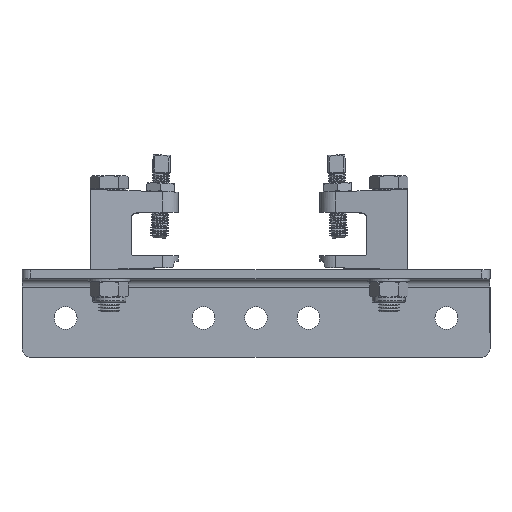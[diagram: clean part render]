
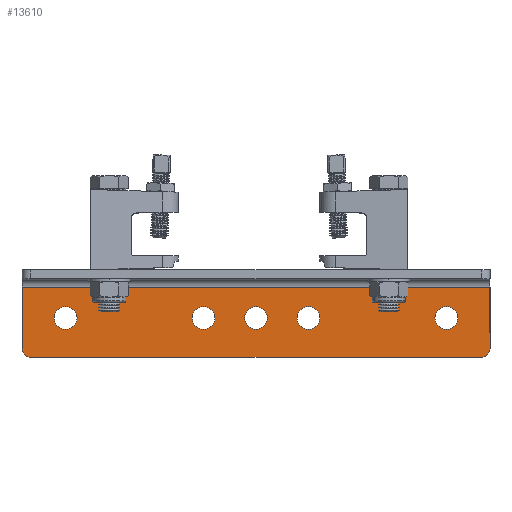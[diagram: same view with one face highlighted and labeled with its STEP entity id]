
A CAD part, top view. The second image highlights one B-rep face of the part: STEP entity #13610.
In plain terms, the highlighted planar face has unit normal (0, 0, 1).
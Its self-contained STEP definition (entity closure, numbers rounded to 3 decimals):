
#449 = VERTEX_POINT ( 'NONE', #3988 ) ;
#472 = VERTEX_POINT ( 'NONE', #11471 ) ;
#547 = VERTEX_POINT ( 'NONE', #674 ) ;
#619 = DIRECTION ( 'NONE',  ( 1., 0., 0. ) ) ;
#674 = CARTESIAN_POINT ( 'NONE',  ( 129., 50., 5. ) ) ;
#799 = CIRCLE ( 'NONE', #7801, 6.5 ) ;
#814 = EDGE_CURVE ( 'NONE', #8766, #11300, #3443, .T. ) ;
#827 = DIRECTION ( 'NONE',  ( 1., 0., 0. ) ) ;
#1017 = DIRECTION ( 'NONE',  ( 0., 0., 1. ) ) ;
#1053 = FACE_OUTER_BOUND ( 'NONE', #5816, .T. ) ;
#1257 = EDGE_CURVE ( 'NONE', #10489, #14666, #4556, .T. ) ;
#1401 = DIRECTION ( 'NONE',  ( 1., 0., 0. ) ) ;
#1406 = AXIS2_PLACEMENT_3D ( 'NONE', #9053, #6639, #4171 ) ;
#1432 = FACE_BOUND ( 'NONE', #2228, .T. ) ;
#1437 = VERTEX_POINT ( 'NONE', #9448 ) ;
#1534 = VERTEX_POINT ( 'NONE', #2296 ) ;
#1575 = EDGE_CURVE ( 'NONE', #1534, #11067, #14262, .T. ) ;
#1639 = ORIENTED_EDGE ( 'NONE', *, *, #8056, .F. ) ;
#1737 = AXIS2_PLACEMENT_3D ( 'NONE', #10333, #2907, #6570 ) ;
#1748 = LINE ( 'NONE', #3658, #15181 ) ;
#1839 = CARTESIAN_POINT ( 'NONE',  ( 0., 27.5, 5. ) ) ;
#1900 = LINE ( 'NONE', #5316, #14574 ) ;
#1907 = ORIENTED_EDGE ( 'NONE', *, *, #6085, .F. ) ;
#2017 = CARTESIAN_POINT ( 'NONE',  ( 134., 0., 5. ) ) ;
#2041 = ORIENTED_EDGE ( 'NONE', *, *, #7241, .F. ) ;
#2122 = CARTESIAN_POINT ( 'NONE',  ( -102.5, 27.5, 5. ) ) ;
#2228 = EDGE_LOOP ( 'NONE', ( #5161, #15188 ) ) ;
#2296 = CARTESIAN_POINT ( 'NONE',  ( -6.5, 27.5, 5. ) ) ;
#2316 = DIRECTION ( 'NONE',  ( 1., 0., 0. ) ) ;
#2376 = ORIENTED_EDGE ( 'NONE', *, *, #1575, .F. ) ;
#2778 = DIRECTION ( 'NONE',  ( 1., 0., 0. ) ) ;
#2788 = DIRECTION ( 'NONE',  ( 1., 0., 0. ) ) ;
#2806 = AXIS2_PLACEMENT_3D ( 'NONE', #10104, #7486, #1401 ) ;
#2907 = DIRECTION ( 'NONE',  ( 0., 0., 1. ) ) ;
#2931 = CARTESIAN_POINT ( 'NONE',  ( 36.5, 27.5, 5. ) ) ;
#3059 = EDGE_CURVE ( 'NONE', #472, #449, #4462, .T. ) ;
#3213 = DIRECTION ( 'NONE',  ( -1., 0., 0. ) ) ;
#3232 = ORIENTED_EDGE ( 'NONE', *, *, #9793, .T. ) ;
#3443 = CIRCLE ( 'NONE', #11868, 6.5 ) ;
#3495 = DIRECTION ( 'NONE',  ( 0., 0., 1. ) ) ;
#3642 = EDGE_LOOP ( 'NONE', ( #5135, #13095 ) ) ;
#3658 = CARTESIAN_POINT ( 'NONE',  ( 134., 0., 5. ) ) ;
#3891 = ORIENTED_EDGE ( 'NONE', *, *, #11041, .T. ) ;
#3892 = CIRCLE ( 'NONE', #15717, 6.5 ) ;
#3988 = CARTESIAN_POINT ( 'NONE',  ( -23.5, 27.5, 5. ) ) ;
#4171 = DIRECTION ( 'NONE',  ( 1., 0., 0. ) ) ;
#4226 = DIRECTION ( 'NONE',  ( -1., 0., 0. ) ) ;
#4244 = CARTESIAN_POINT ( 'NONE',  ( -134., 0., 5. ) ) ;
#4274 = DIRECTION ( 'NONE',  ( 1., 0., 0. ) ) ;
#4462 = CIRCLE ( 'NONE', #8016, 6.5 ) ;
#4556 = CIRCLE ( 'NONE', #10972, 6.5 ) ;
#4574 = ORIENTED_EDGE ( 'NONE', *, *, #3059, .F. ) ;
#4646 = CARTESIAN_POINT ( 'NONE',  ( -115.5, 27.5, 5. ) ) ;
#4655 = DIRECTION ( 'NONE',  ( 0., 1., 0. ) ) ;
#4802 = EDGE_CURVE ( 'NONE', #7827, #12723, #3892, .T. ) ;
#4848 = FACE_BOUND ( 'NONE', #7379, .T. ) ;
#4925 = AXIS2_PLACEMENT_3D ( 'NONE', #1839, #11657, #4274 ) ;
#4978 = CARTESIAN_POINT ( 'NONE',  ( 109., 27.5, 5. ) ) ;
#5030 = FACE_BOUND ( 'NONE', #13272, .T. ) ;
#5122 = CARTESIAN_POINT ( 'NONE',  ( -109., 27.5, 5. ) ) ;
#5135 = ORIENTED_EDGE ( 'NONE', *, *, #814, .F. ) ;
#5145 = VERTEX_POINT ( 'NONE', #7945 ) ;
#5161 = ORIENTED_EDGE ( 'NONE', *, *, #10258, .F. ) ;
#5316 = CARTESIAN_POINT ( 'NONE',  ( 134., 50., 5. ) ) ;
#5335 = CARTESIAN_POINT ( 'NONE',  ( 23.5, 27.5, 5. ) ) ;
#5667 = LINE ( 'NONE', #4244, #8961 ) ;
#5756 = ORIENTED_EDGE ( 'NONE', *, *, #14310, .F. ) ;
#5816 = EDGE_LOOP ( 'NONE', ( #7423, #3232, #3891, #13840, #1907, #5756 ) ) ;
#5819 = ORIENTED_EDGE ( 'NONE', *, *, #15433, .F. ) ;
#5995 = CIRCLE ( 'NONE', #7845, 5. ) ;
#6085 = EDGE_CURVE ( 'NONE', #1437, #5145, #5667, .T. ) ;
#6227 = FACE_BOUND ( 'NONE', #14191, .T. ) ;
#6570 = DIRECTION ( 'NONE',  ( 1., 0., 0. ) ) ;
#6639 = DIRECTION ( 'NONE',  ( 0., 0., 1. ) ) ;
#6691 = AXIS2_PLACEMENT_3D ( 'NONE', #5122, #10061, #2788 ) ;
#6741 = VERTEX_POINT ( 'NONE', #12855 ) ;
#6766 = DIRECTION ( 'NONE',  ( 0., 1., 0. ) ) ;
#7039 = CARTESIAN_POINT ( 'NONE',  ( 134., 45., 5. ) ) ;
#7241 = EDGE_CURVE ( 'NONE', #449, #472, #9111, .T. ) ;
#7379 = EDGE_LOOP ( 'NONE', ( #1639, #10773 ) ) ;
#7423 = ORIENTED_EDGE ( 'NONE', *, *, #9551, .T. ) ;
#7486 = DIRECTION ( 'NONE',  ( 0., 0., 1. ) ) ;
#7736 = DIRECTION ( 'NONE',  ( 0., 0., 1. ) ) ;
#7801 = AXIS2_PLACEMENT_3D ( 'NONE', #12697, #11640, #12853 ) ;
#7827 = VERTEX_POINT ( 'NONE', #4646 ) ;
#7845 = AXIS2_PLACEMENT_3D ( 'NONE', #11378, #7736, #619 ) ;
#7945 = CARTESIAN_POINT ( 'NONE',  ( -134., 45., 5. ) ) ;
#7946 = CIRCLE ( 'NONE', #2806, 6.5 ) ;
#8016 = AXIS2_PLACEMENT_3D ( 'NONE', #12123, #8550, #11019 ) ;
#8056 = EDGE_CURVE ( 'NONE', #14666, #10489, #799, .T. ) ;
#8421 = CARTESIAN_POINT ( 'NONE',  ( 115.5, 27.5, 5. ) ) ;
#8457 = CARTESIAN_POINT ( 'NONE',  ( 30., 27.5, 5. ) ) ;
#8550 = DIRECTION ( 'NONE',  ( 0., 0., 1. ) ) ;
#8584 = DIRECTION ( 'NONE',  ( 1., 0., 0. ) ) ;
#8682 = CIRCLE ( 'NONE', #4925, 6.5 ) ;
#8755 = AXIS2_PLACEMENT_3D ( 'NONE', #2017, #11770, #827 ) ;
#8766 = VERTEX_POINT ( 'NONE', #8421 ) ;
#8961 = VECTOR ( 'NONE', #6766, 1000. ) ;
#9053 = CARTESIAN_POINT ( 'NONE',  ( 0., 27.5, 5. ) ) ;
#9111 = CIRCLE ( 'NONE', #11845, 6.5 ) ;
#9214 = CARTESIAN_POINT ( 'NONE',  ( 6.5, 27.5, 5. ) ) ;
#9434 = VERTEX_POINT ( 'NONE', #11769 ) ;
#9448 = CARTESIAN_POINT ( 'NONE',  ( -134., 10., 5. ) ) ;
#9551 = EDGE_CURVE ( 'NONE', #6741, #15025, #1748, .T. ) ;
#9793 = EDGE_CURVE ( 'NONE', #15025, #547, #12487, .T. ) ;
#10061 = DIRECTION ( 'NONE',  ( 0., 0., 1. ) ) ;
#10096 = FACE_BOUND ( 'NONE', #3642, .T. ) ;
#10104 = CARTESIAN_POINT ( 'NONE',  ( 109., 27.5, 5. ) ) ;
#10153 = CARTESIAN_POINT ( 'NONE',  ( -30., 27.5, 5. ) ) ;
#10258 = EDGE_CURVE ( 'NONE', #12723, #7827, #15738, .T. ) ;
#10333 = CARTESIAN_POINT ( 'NONE',  ( 129., 45., 5. ) ) ;
#10489 = VERTEX_POINT ( 'NONE', #5335 ) ;
#10621 = PLANE ( 'NONE',  #8755 ) ;
#10773 = ORIENTED_EDGE ( 'NONE', *, *, #1257, .F. ) ;
#10972 = AXIS2_PLACEMENT_3D ( 'NONE', #8457, #3495, #2316 ) ;
#11019 = DIRECTION ( 'NONE',  ( 1., 0., 0. ) ) ;
#11041 = EDGE_CURVE ( 'NONE', #547, #9434, #1900, .T. ) ;
#11067 = VERTEX_POINT ( 'NONE', #9214 ) ;
#11300 = VERTEX_POINT ( 'NONE', #14615 ) ;
#11378 = CARTESIAN_POINT ( 'NONE',  ( -129., 45., 5. ) ) ;
#11471 = CARTESIAN_POINT ( 'NONE',  ( -36.5, 27.5, 5. ) ) ;
#11640 = DIRECTION ( 'NONE',  ( 0., 0., 1. ) ) ;
#11657 = DIRECTION ( 'NONE',  ( 0., 0., 1. ) ) ;
#11748 = CARTESIAN_POINT ( 'NONE',  ( 134., 10., 5. ) ) ;
#11769 = CARTESIAN_POINT ( 'NONE',  ( -129., 50., 5. ) ) ;
#11770 = DIRECTION ( 'NONE',  ( 0., 0., 1. ) ) ;
#11845 = AXIS2_PLACEMENT_3D ( 'NONE', #10153, #13937, #2778 ) ;
#11868 = AXIS2_PLACEMENT_3D ( 'NONE', #4978, #13598, #8584 ) ;
#12123 = CARTESIAN_POINT ( 'NONE',  ( -30., 27.5, 5. ) ) ;
#12426 = EDGE_CURVE ( 'NONE', #11300, #8766, #7946, .T. ) ;
#12487 = CIRCLE ( 'NONE', #1737, 5. ) ;
#12697 = CARTESIAN_POINT ( 'NONE',  ( 30., 27.5, 5. ) ) ;
#12723 = VERTEX_POINT ( 'NONE', #2122 ) ;
#12853 = DIRECTION ( 'NONE',  ( 1., 0., 0. ) ) ;
#12855 = CARTESIAN_POINT ( 'NONE',  ( 134., 10., 5. ) ) ;
#13095 = ORIENTED_EDGE ( 'NONE', *, *, #12426, .F. ) ;
#13272 = EDGE_LOOP ( 'NONE', ( #5819, #2376 ) ) ;
#13347 = CARTESIAN_POINT ( 'NONE',  ( -109., 27.5, 5. ) ) ;
#13598 = DIRECTION ( 'NONE',  ( 0., 0., 1. ) ) ;
#13610 = ADVANCED_FACE ( 'NONE', ( #1053, #10096, #4848, #1432, #6227, #5030 ), #10621, .T. ) ;
#13840 = ORIENTED_EDGE ( 'NONE', *, *, #14722, .T. ) ;
#13937 = DIRECTION ( 'NONE',  ( 0., 0., 1. ) ) ;
#14191 = EDGE_LOOP ( 'NONE', ( #2041, #4574 ) ) ;
#14262 = CIRCLE ( 'NONE', #1406, 6.5 ) ;
#14268 = LINE ( 'NONE', #11748, #15221 ) ;
#14310 = EDGE_CURVE ( 'NONE', #6741, #1437, #14268, .T. ) ;
#14574 = VECTOR ( 'NONE', #4226, 1000. ) ;
#14615 = CARTESIAN_POINT ( 'NONE',  ( 102.5, 27.5, 5. ) ) ;
#14666 = VERTEX_POINT ( 'NONE', #2931 ) ;
#14702 = DIRECTION ( 'NONE',  ( 1., 0., 0. ) ) ;
#14722 = EDGE_CURVE ( 'NONE', #9434, #5145, #5995, .T. ) ;
#15025 = VERTEX_POINT ( 'NONE', #7039 ) ;
#15181 = VECTOR ( 'NONE', #4655, 1000. ) ;
#15188 = ORIENTED_EDGE ( 'NONE', *, *, #4802, .F. ) ;
#15221 = VECTOR ( 'NONE', #3213, 1000. ) ;
#15433 = EDGE_CURVE ( 'NONE', #11067, #1534, #8682, .T. ) ;
#15717 = AXIS2_PLACEMENT_3D ( 'NONE', #13347, #1017, #14702 ) ;
#15738 = CIRCLE ( 'NONE', #6691, 6.5 ) ;
